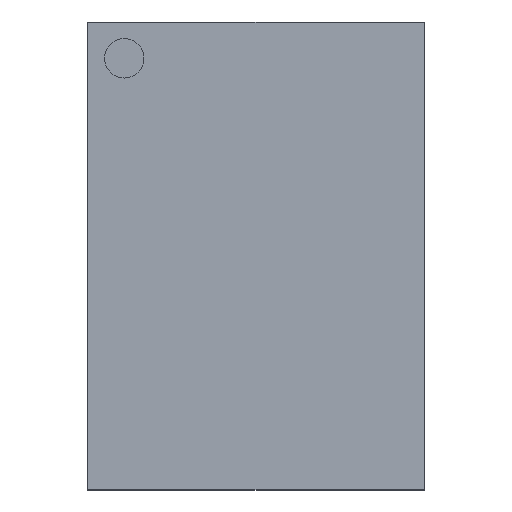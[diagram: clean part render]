
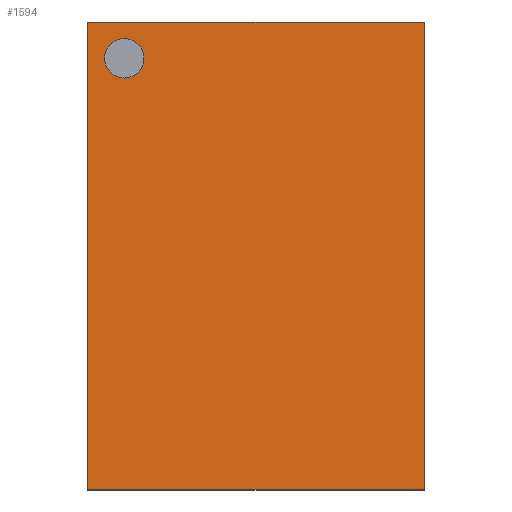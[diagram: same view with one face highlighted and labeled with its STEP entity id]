
A CAD part, top view. The second image highlights one B-rep face of the part: STEP entity #1594.
In plain terms, the highlighted planar face has unit normal (0, 0, 1).
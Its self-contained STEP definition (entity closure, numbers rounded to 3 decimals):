
#28=FACE_BOUND($,#151,.T.);
#38=CIRCLE($,#1715,0.3);
#47=FACE_OUTER_BOUND($,#150,.T.);
#150=EDGE_LOOP($,(#1073,#1074,#1075,#1076));
#151=EDGE_LOOP($,(#1077));
#259=LINE($,#2254,#475);
#262=LINE($,#2259,#478);
#263=LINE($,#2268,#479);
#265=LINE($,#2271,#481);
#475=VECTOR($,#1825,7.1);
#478=VECTOR($,#1830,5.1);
#479=VECTOR($,#1841,5.1);
#481=VECTOR($,#1845,7.1);
#690=VERTEX_POINT($,#2251);
#691=VERTEX_POINT($,#2253);
#692=VERTEX_POINT($,#2257);
#694=VERTEX_POINT($,#2263);
#695=VERTEX_POINT($,#2267);
#837=EDGE_CURVE($,#691,#690,#259,.T.);
#840=EDGE_CURVE($,#690,#692,#262,.T.);
#842=EDGE_CURVE($,#694,#694,#38,.T.);
#843=EDGE_CURVE($,#695,#691,#263,.T.);
#845=EDGE_CURVE($,#692,#695,#265,.T.);
#1073=ORIENTED_EDGE($,*,*,#840,.T.);
#1074=ORIENTED_EDGE($,*,*,#845,.T.);
#1075=ORIENTED_EDGE($,*,*,#843,.T.);
#1076=ORIENTED_EDGE($,*,*,#837,.T.);
#1077=ORIENTED_EDGE($,*,*,#842,.T.);
#1492=PLANE($,#1719);
#1594=ADVANCED_FACE($,(#47,#28),#1492,.T.);
#1715=AXIS2_PLACEMENT_3D($,#2264,#1835,#1836);
#1719=AXIS2_PLACEMENT_3D($,#2272,#1846,#1847);
#1825=DIRECTION($,(0.,1.,0.));
#1830=DIRECTION($,(-1.,0.,0.));
#1835=DIRECTION('center_axis',(0.,0.,-1.));
#1836=DIRECTION('ref_axis',(-1.,0.,0.));
#1841=DIRECTION($,(1.,0.,0.));
#1845=DIRECTION($,(0.,-1.,0.));
#1846=DIRECTION('center_axis',(0.,0.,1.));
#1847=DIRECTION('ref_axis',(1.,0.,0.));
#2251=CARTESIAN_POINT('',(2.55,3.55,1.15));
#2253=CARTESIAN_POINT('',(2.55,-3.55,1.15));
#2254=CARTESIAN_POINT($,(2.55,-3.55,1.15));
#2257=CARTESIAN_POINT('',(-2.55,3.55,1.15));
#2259=CARTESIAN_POINT($,(2.55,3.55,1.15));
#2263=CARTESIAN_POINT('',(-1.7,3.,1.15));
#2264=CARTESIAN_POINT('Origin',(-2.,3.,1.15));
#2267=CARTESIAN_POINT('',(-2.55,-3.55,1.15));
#2268=CARTESIAN_POINT($,(-2.55,-3.55,1.15));
#2271=CARTESIAN_POINT($,(-2.55,3.55,1.15));
#2272=CARTESIAN_POINT('Origin',(0.,0.,1.15));
